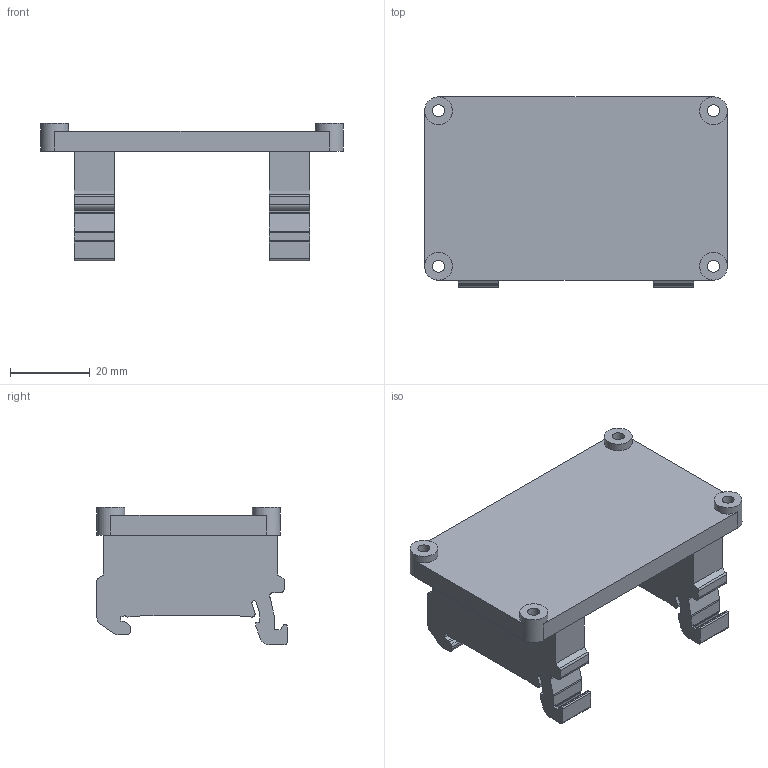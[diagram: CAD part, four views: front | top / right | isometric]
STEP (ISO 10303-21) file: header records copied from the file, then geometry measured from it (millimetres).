
FILE_DESCRIPTION(/* description */ (''),/* implementation_level */ '2;1');
FILE_NAME(/* name */ 'Relais Module mounting.step',/* time_stamp */ '2025-06-25T08:46:40+02:00',/* author */ (''),/* organization */ (''),/* preprocessor_version */ 'ST-DEVELOPER v20',/* originating_system */ 'Autodesk Translation Framework v13.20.0.188',/* authorisation */ '');
FILE_SCHEMA (('AUTOMOTIVE_DESIGN { 1 0 10303 214 3 1 1 }'));
Length unit declared in the file: millimetre
Products named in the file (3): Relais Module; Terminal for reference; SRK100ISO_2A_STEP
Assembly tree (3 placements, depth 3):
  Relais Module
    Terminal for reference  x2
      SRK100ISO_2A_STEP
Bounding box: 76 x 47.7 x 34.5 mm (x, y, z)
Volume: 36907.5 mm3; surface area: 16027.9 mm2
Topology: 3 solids, 3 shells, 164 faces, 472 edges, 314 vertices
Faces by surface type: plane 90, cylinder 74
Full cylindrical faces by diameter (mm): 3 x4, 7 x4
Entity records: 3097 total; most frequent: DIRECTION 541, CARTESIAN_POINT 528, ORIENTED_EDGE 518, EDGE_CURVE 259, AXIS2_PLACEMENT_3D 185, VERTEX_POINT 172, LINE 171, VECTOR 171
